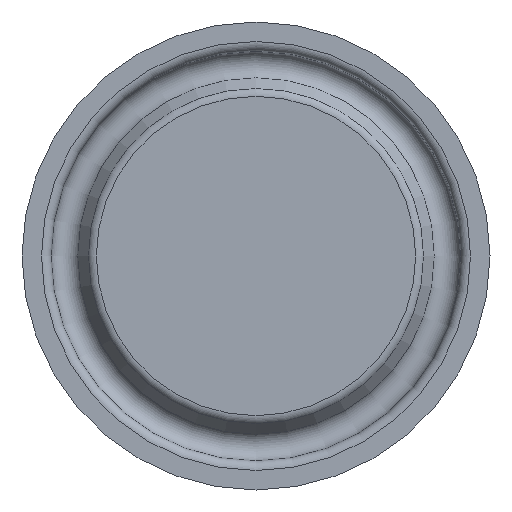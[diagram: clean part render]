
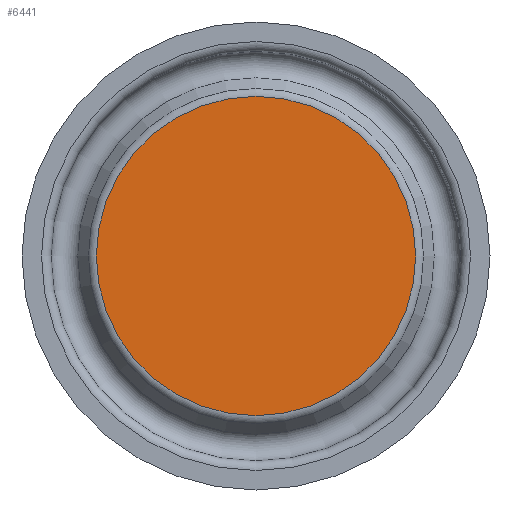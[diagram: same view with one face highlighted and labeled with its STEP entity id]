
A CAD part, left-side view. The second image highlights one B-rep face of the part: STEP entity #6441.
In plain terms, the highlighted planar face has unit normal (-1, 0, 0).
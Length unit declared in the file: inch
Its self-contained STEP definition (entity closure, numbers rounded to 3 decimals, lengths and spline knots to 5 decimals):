
#23=CIRCLE('',#6638,0.33564);
#574=FACE_OUTER_BOUND('',#960,.T.);
#960=EDGE_LOOP('',(#5878));
#3104=VERTEX_POINT('',#12089);
#4031=EDGE_CURVE('',#3104,#3104,#23,.T.);
#5878=ORIENTED_EDGE('',*,*,#4031,.F.);
#6072=PLANE('',#6637);
#6441=ADVANCED_FACE('',(#574),#6072,.T.);
#6637=AXIS2_PLACEMENT_3D('',#12088,#7622,#7623);
#6638=AXIS2_PLACEMENT_3D('',#12090,#7624,#7625);
#7622=DIRECTION('center_axis',(-1.,0.,0.));
#7623=DIRECTION('ref_axis',(0.,0.,1.));
#7624=DIRECTION('center_axis',(1.,0.,0.));
#7625=DIRECTION('ref_axis',(0.,1.,0.));
#12088=CARTESIAN_POINT('Origin',(0.031,0.16782,0.));
#12089=CARTESIAN_POINT('',(0.031,0.33564,0.));
#12090=CARTESIAN_POINT('Origin',(0.031,0.,0.));
